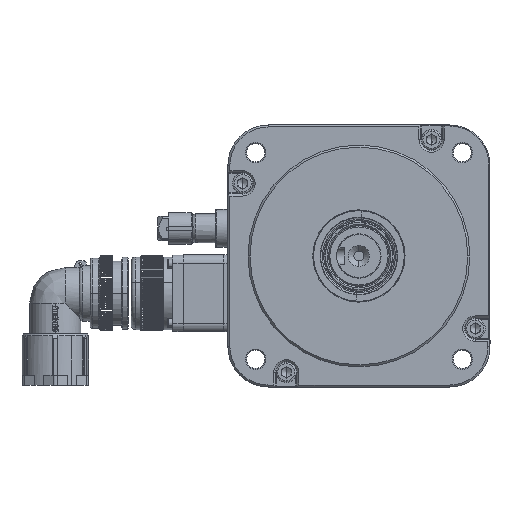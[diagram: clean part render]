
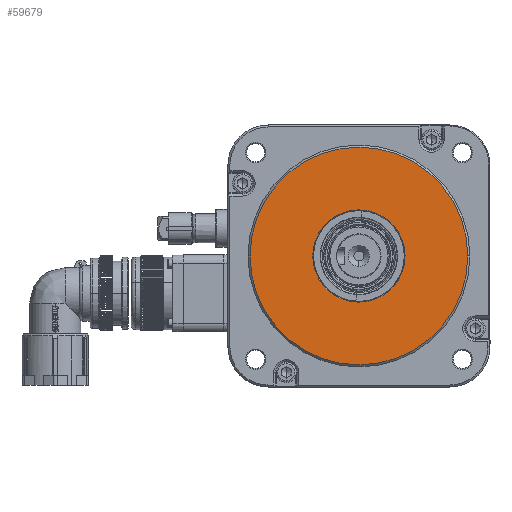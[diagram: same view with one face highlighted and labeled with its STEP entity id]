
A CAD part, left-side view. The second image highlights one B-rep face of the part: STEP entity #59679.
In plain terms, the highlighted planar face has unit normal (-1, 0, 0).
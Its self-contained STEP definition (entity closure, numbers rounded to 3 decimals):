
#2287 = CARTESIAN_POINT ( 'NONE',  ( -131.003, 0., -22.864 ) ) ;
#3431 = AXIS2_PLACEMENT_3D ( 'NONE', #4950, #52507, #11802 ) ;
#4950 = CARTESIAN_POINT ( 'NONE',  ( -131.003, 0., 0. ) ) ;
#5033 = CIRCLE ( 'NONE', #64700, 22.864 ) ;
#5885 = EDGE_CURVE ( 'NONE', #14383, #45839, #5033, .T. ) ;
#10352 = ORIENTED_EDGE ( 'NONE', *, *, #81312, .T. ) ;
#11802 = DIRECTION ( 'NONE',  ( 0., -1., 0. ) ) ;
#11941 = EDGE_LOOP ( 'NONE', ( #66579, #10352 ) ) ;
#13762 = EDGE_CURVE ( 'NONE', #62936, #78465, #44317, .T. ) ;
#14383 = VERTEX_POINT ( 'NONE', #77003 ) ;
#14819 = AXIS2_PLACEMENT_3D ( 'NONE', #67555, #26852, #74360 ) ;
#15050 = EDGE_CURVE ( 'NONE', #78465, #62936, #78146, .T. ) ;
#15365 = AXIS2_PLACEMENT_3D ( 'NONE', #72880, #32170, #79668 ) ;
#16159 = DIRECTION ( 'NONE',  ( 1., 0., 0. ) ) ;
#19617 = PLANE ( 'NONE',  #50827 ) ;
#19931 = DIRECTION ( 'NONE',  ( 1., 0., 0. ) ) ;
#23047 = FACE_OUTER_BOUND ( 'NONE', #69026, .T. ) ;
#25046 = ORIENTED_EDGE ( 'NONE', *, *, #13762, .T. ) ;
#26852 = DIRECTION ( 'NONE',  ( -1., 0., 0. ) ) ;
#32170 = DIRECTION ( 'NONE',  ( 1., 0., 0. ) ) ;
#41349 = CARTESIAN_POINT ( 'NONE',  ( -131.003, -54., 0. ) ) ;
#44317 = CIRCLE ( 'NONE', #14819, 54. ) ;
#45839 = VERTEX_POINT ( 'NONE', #2287 ) ;
#50827 = AXIS2_PLACEMENT_3D ( 'NONE', #53758, #19931, #67430 ) ;
#52507 = DIRECTION ( 'NONE',  ( -1., 0., 0. ) ) ;
#53758 = CARTESIAN_POINT ( 'NONE',  ( -131.003, 0., 0. ) ) ;
#53967 = CARTESIAN_POINT ( 'NONE',  ( -131.003, 54., 0. ) ) ;
#56646 = CIRCLE ( 'NONE', #15365, 22.864 ) ;
#56876 = CARTESIAN_POINT ( 'NONE',  ( -131.003, 0., 0. ) ) ;
#59679 = ADVANCED_FACE ( 'NONE', ( #75098, #23047 ), #19617, .F. ) ;
#62936 = VERTEX_POINT ( 'NONE', #53967 ) ;
#63712 = DIRECTION ( 'NONE',  ( 0., 1., 0. ) ) ;
#64076 = ORIENTED_EDGE ( 'NONE', *, *, #15050, .T. ) ;
#64700 = AXIS2_PLACEMENT_3D ( 'NONE', #56876, #16159, #63712 ) ;
#66579 = ORIENTED_EDGE ( 'NONE', *, *, #5885, .T. ) ;
#67430 = DIRECTION ( 'NONE',  ( 0., 1., 0. ) ) ;
#67555 = CARTESIAN_POINT ( 'NONE',  ( -131.003, 0., 0. ) ) ;
#69026 = EDGE_LOOP ( 'NONE', ( #25046, #64076 ) ) ;
#72880 = CARTESIAN_POINT ( 'NONE',  ( -131.003, 0., 0. ) ) ;
#74360 = DIRECTION ( 'NONE',  ( 0., -1., 0. ) ) ;
#75098 = FACE_BOUND ( 'NONE', #11941, .T. ) ;
#77003 = CARTESIAN_POINT ( 'NONE',  ( -131.003, 0., 22.864 ) ) ;
#78146 = CIRCLE ( 'NONE', #3431, 54. ) ;
#78465 = VERTEX_POINT ( 'NONE', #41349 ) ;
#79668 = DIRECTION ( 'NONE',  ( 0., 1., 0. ) ) ;
#81312 = EDGE_CURVE ( 'NONE', #45839, #14383, #56646, .T. ) ;
